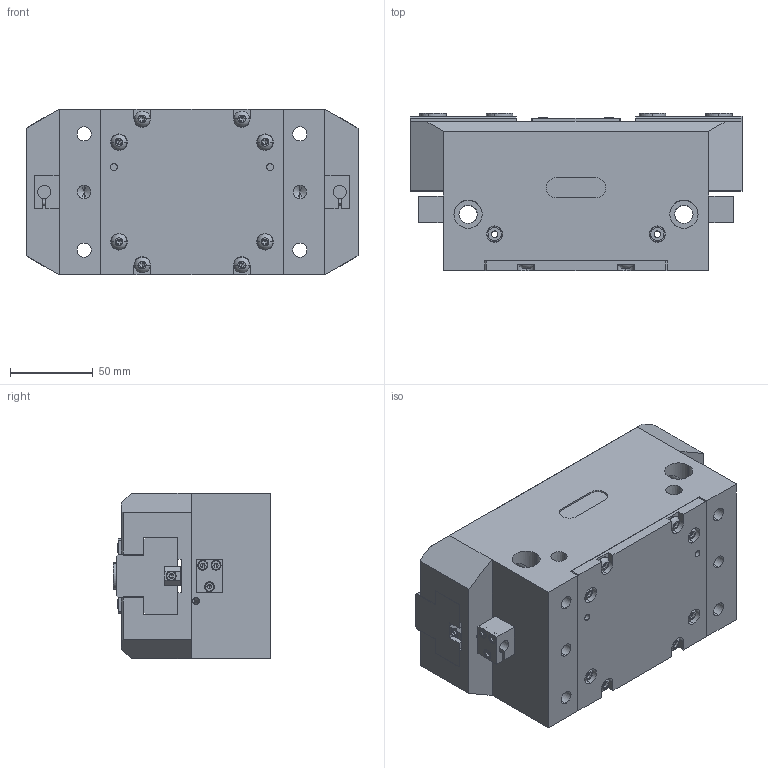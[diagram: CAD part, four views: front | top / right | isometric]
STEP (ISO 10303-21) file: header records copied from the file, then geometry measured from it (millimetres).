
FILE_DESCRIPTION (( 'STEP AP214' ), '1' );
FILE_NAME ('2PG 200.STEP', '2012-02-28T06:31:19', ( 'xw4600' ), ( '' ), 'SwSTEP 2.0', 'SolidWorks 2010', '' );
FILE_SCHEMA (( 'AUTOMOTIVE_DESIGN' ));
Length unit declared in the file: millimetre
Products named in the file (14): 2PG200-04_ル遽; 2PG200-06_ル遽; 2PG200-07_ル遽; 2PG200-08_ル遽; 2PG200-09_ル遽; 2PG200-10_ル遽; SPRING(2PG200)_Default; socket button head screw_ISO 7380 - M5 x 16 --- 16N; socket head cap screw_ISO 4762 M3 x 30 --- 18N; socket head cap screw_ISO 4762 M3 x 16 --- 16N; socket head cap screw_ISO 4762 M3 x 8 --- 8N; countersunk head screw_ISO 10642 - M3 x 8 --- 8N; 2PG 200; 2PG200-01_ル遽
Assembly tree (35 placements, depth 2):
  2PG 200
    2PG200-10_ル遽  x4
    socket head cap screw_ISO 4762 M3 x 16 --- 16N  x4
    socket button head screw_ISO 7380 - M5 x 16 --- 16N  x8
    countersunk head screw_ISO 10642 - M3 x 8 --- 8N  x4
    2PG200-09_ル遽  x2
    socket head cap screw_ISO 4762 M3 x 30 --- 18N  x2
    2PG200-08_ル遽
    SPRING(2PG200)_Default  x2
    2PG200-07_ル遽
    socket head cap screw_ISO 4762 M3 x 8 --- 8N  x2
    2PG200-06_ル遽  x2
    2PG200-04_ル遽  x2
    2PG200-01_ル遽
Bounding box: 200 x 95 x 100 mm (x, y, z)
Volume: 1257073.4 mm3; surface area: 234606 mm2
Topology: 35 solids, 35 shells, 1122 faces, 2628 edges, 1619 vertices
Faces by surface type: plane 573, cylinder 361, cone 112, torus 56, sphere 16, bspline 4
Entity records: 22971 total; most frequent: CARTESIAN_POINT 7557, DIRECTION 3129, ORIENTED_EDGE 2774, EDGE_CURVE 1387, AXIS2_PLACEMENT_3D 1178, VERTEX_POINT 890, VECTOR 773, LINE 773
